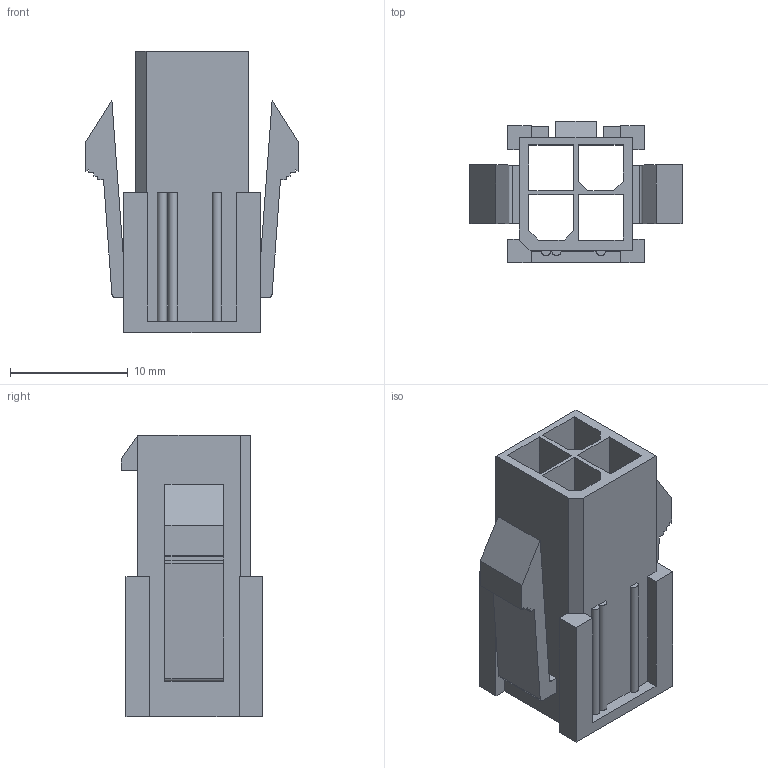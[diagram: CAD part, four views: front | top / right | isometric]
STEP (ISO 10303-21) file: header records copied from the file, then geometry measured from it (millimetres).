
FILE_DESCRIPTION((''),'2;1');
FILE_NAME('039012041','2020-04-06T',('gga'),(''),'PRO/ENGINEER BY PARAMETRIC TECHNOLOGY CORPORATION, 2016010','PRO/ENGINEER BY PARAMETRIC TECHNOLOGY CORPORATION, 2016010','');
FILE_SCHEMA(('CONFIG_CONTROL_DESIGN'));
Length unit declared in the file: millimetre
Products named in the file (1): 039012041
Bounding box: 18 x 12 x 23.9 mm (x, y, z)
Volume: 1236.1 mm3; surface area: 3121.3 mm2
Topology: 1 solids, 1 shells, 116 faces, 318 edges, 206 vertices
Faces by surface type: plane 109, cylinder 7
Entity records: 3650 total; most frequent: CARTESIAN_POINT 641, ORIENTED_EDGE 636, DIRECTION 566, EDGE_CURVE 318, VECTOR 304, LINE 304, VERTEX_POINT 206, AXIS2_PLACEMENT_3D 131
